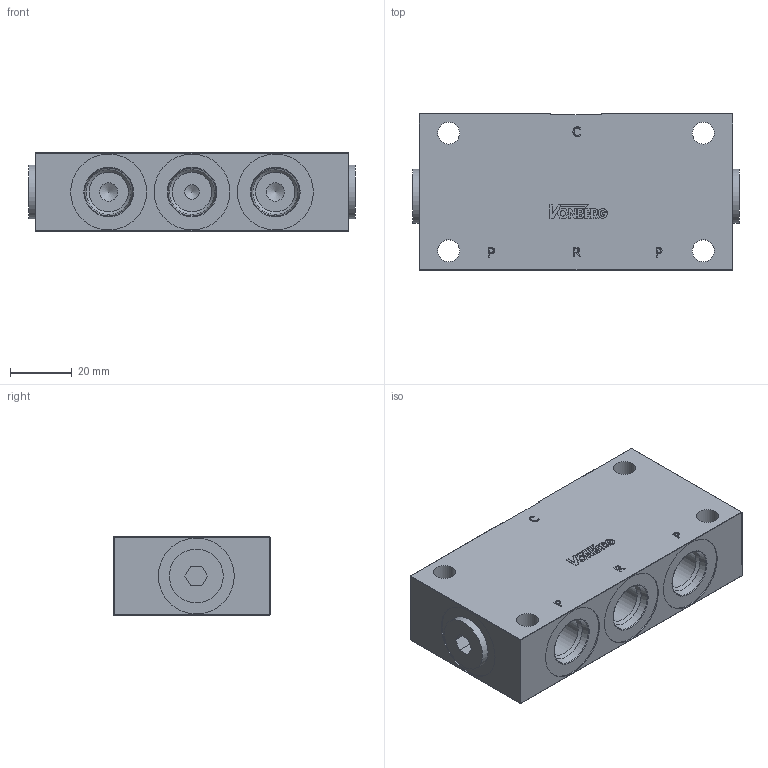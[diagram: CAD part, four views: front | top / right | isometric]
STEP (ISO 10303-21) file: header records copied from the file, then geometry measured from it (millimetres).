
FILE_DESCRIPTION((''),'2;1');
FILE_NAME('60112.stp','2015-01-05T14:53:11',('jml'),(''),'Autodesk Inventor 2010','Autodesk Inventor 2010','');
FILE_SCHEMA(('AUTOMOTIVE_DESIGN { 1 0 10303 214 1 1 1 1 }'));
Length unit declared in the file: inch
Products named in the file (3): 60112; 200012; 990047
Assembly tree (3 placements, depth 2):
  60112
    200012
    990047  x2
Bounding box: 105.92 x 50.8 x 25.4 mm (x, y, z)
Volume: 113752.9 mm3; surface area: 27778.7 mm2
Topology: 5 solids, 5 shells, 293 faces, 705 edges, 458 vertices
Faces by surface type: plane 182, cylinder 43, bspline 39, cone 21, torus 8
Full cylindrical faces by diameter (mm): 1.74 x1, 4.775 x3, 5.944 x2, 7.137 x4, 12.294 x2, 12.751 x5, 14.275 x2, 17.323 x1, 17.475 x2, 24.613 x5
Entity records: 8148 total; most frequent: CARTESIAN_POINT 1851, ORIENTED_EDGE 1208, DIRECTION 1123, EDGE_CURVE 604, VERTEX_POINT 418, VECTOR 411, LINE 411, EDGE_LOOP 370
